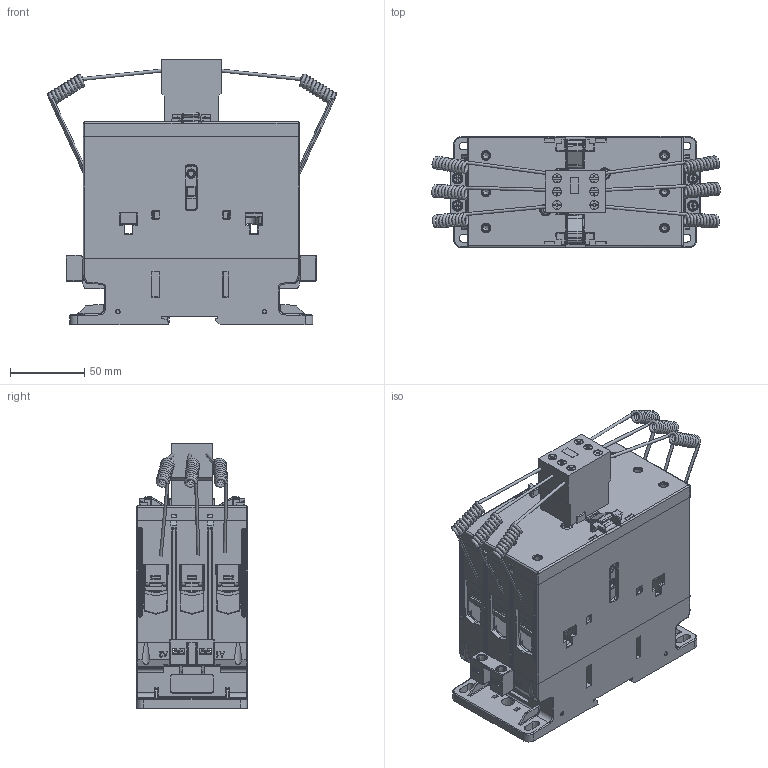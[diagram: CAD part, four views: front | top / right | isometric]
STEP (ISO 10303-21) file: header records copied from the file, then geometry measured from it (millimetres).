
FILE_DESCRIPTION(/* description */ (''),/* implementation_level */ '2;1');
FILE_NAME(/* name */ 'BFK95-150.stp',/* time_stamp */ '2019-07-23T07:59:59+02:00',/* author */ (''),/* organization */ (''),/* preprocessor_version */ 'ST-DEVELOPER v16',/* originating_system */ 'SIEMENS PLM Software NX 10.0',/* authorisation */ '');
FILE_SCHEMA (('AP203_CONFIGURATION_CONTROLLED_3D_DESIGN_OF_MECHANICAL_PARTS_AND_ASSEMBLIES_MIM_LF { 1 0 10303 403 2 1 2}'));
Products named in the file (1): Rugg281488362zlw
Bounding box: 195.21 x 75 x 179.6 mm (x, y, z)
Surface area: 204064.4 mm2 (no closed solid volume)
Topology: 0 solids, 157 shells, 3209 faces, 13385 edges, 9876 vertices
Faces by surface type: plane 1465, cylinder 1260, bspline 255, cone 100, sphere 63, torus 54, extrusion 12
Full cylindrical faces by diameter (mm): 2 x8, 2.85 x4, 3 x4, 3.4 x2, 3.54 x4, 5.1 x6, 6 x6
Entity records: 164328 total; most frequent: CARTESIAN_POINT 57689, DIRECTION 22047, ORIENTED_EDGE 19273, EDGE_CURVE 13135, VERTEX_POINT 9822, VECTOR 8225, LINE 8213, AXIS2_PLACEMENT_3D 6911
